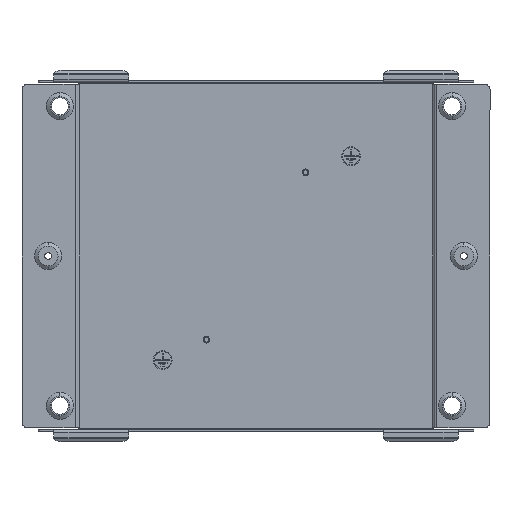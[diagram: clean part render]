
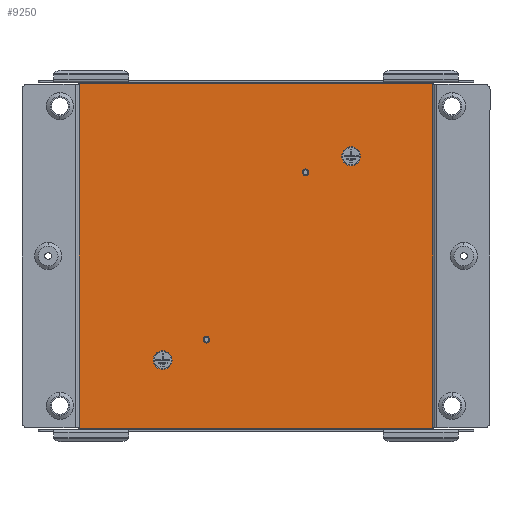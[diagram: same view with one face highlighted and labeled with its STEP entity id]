
A CAD part, front view. The second image highlights one B-rep face of the part: STEP entity #9250.
In plain terms, the highlighted planar face has unit normal (0, -1, 0).
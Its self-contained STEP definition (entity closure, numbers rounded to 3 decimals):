
#315 = CARTESIAN_POINT ( 'NONE',  ( -188.75, -1.5, -187. ) ) ;
#330 = ORIENTED_EDGE ( 'NONE', *, *, #12083, .F. ) ;
#2064 = CARTESIAN_POINT ( 'NONE',  ( 188.75, -1.5, -184. ) ) ;
#2283 = VECTOR ( 'NONE', #19250, 1000. ) ;
#3031 = VECTOR ( 'NONE', #21331, 1000. ) ;
#3107 = FACE_OUTER_BOUND ( 'NONE', #14377, .T. ) ;
#3792 = LINE ( 'NONE', #315, #3031 ) ;
#7893 = LINE ( 'NONE', #8003, #16605 ) ;
#8003 = CARTESIAN_POINT ( 'NONE',  ( 188.75, -1.5, -184. ) ) ;
#8058 = AXIS2_PLACEMENT_3D ( 'NONE', #22381, #13260, #11880 ) ;
#8891 = ORIENTED_EDGE ( 'NONE', *, *, #20781, .F. ) ;
#9172 = ORIENTED_EDGE ( 'NONE', *, *, #17407, .F. ) ;
#9250 = ADVANCED_FACE ( 'NONE', ( #3107 ), #15334, .T. ) ;
#9507 = CARTESIAN_POINT ( 'NONE',  ( -188.75, -1.5, 184. ) ) ;
#11880 = DIRECTION ( 'NONE',  ( 0., 0., -1. ) ) ;
#12083 = EDGE_CURVE ( 'NONE', #20496, #17590, #15874, .T. ) ;
#12763 = DIRECTION ( 'NONE',  ( 1., 0., 0. ) ) ;
#13203 = DIRECTION ( 'NONE',  ( -1., 0., 0. ) ) ;
#13260 = DIRECTION ( 'NONE',  ( 0., -1., 0. ) ) ;
#13261 = VECTOR ( 'NONE', #12763, 1000. ) ;
#14301 = CARTESIAN_POINT ( 'NONE',  ( 188.75, -1.5, 184. ) ) ;
#14377 = EDGE_LOOP ( 'NONE', ( #8891, #9172, #19877, #330 ) ) ;
#14603 = EDGE_CURVE ( 'NONE', #17590, #17512, #16003, .T. ) ;
#15334 = PLANE ( 'NONE',  #8058 ) ;
#15874 = LINE ( 'NONE', #9507, #13261 ) ;
#16003 = LINE ( 'NONE', #17508, #2283 ) ;
#16605 = VECTOR ( 'NONE', #13203, 1000. ) ;
#17407 = EDGE_CURVE ( 'NONE', #17512, #20421, #7893, .T. ) ;
#17508 = CARTESIAN_POINT ( 'NONE',  ( 188.75, -1.5, 187. ) ) ;
#17512 = VERTEX_POINT ( 'NONE', #2064 ) ;
#17590 = VERTEX_POINT ( 'NONE', #14301 ) ;
#18695 = CARTESIAN_POINT ( 'NONE',  ( -188.75, -1.5, 184. ) ) ;
#19250 = DIRECTION ( 'NONE',  ( 0., 0., -1. ) ) ;
#19877 = ORIENTED_EDGE ( 'NONE', *, *, #14603, .F. ) ;
#20421 = VERTEX_POINT ( 'NONE', #21355 ) ;
#20496 = VERTEX_POINT ( 'NONE', #18695 ) ;
#20781 = EDGE_CURVE ( 'NONE', #20421, #20496, #3792, .T. ) ;
#21331 = DIRECTION ( 'NONE',  ( 0., 0., 1. ) ) ;
#21355 = CARTESIAN_POINT ( 'NONE',  ( -188.75, -1.5, -184. ) ) ;
#22381 = CARTESIAN_POINT ( 'NONE',  ( 0., -1.5, 0. ) ) ;
